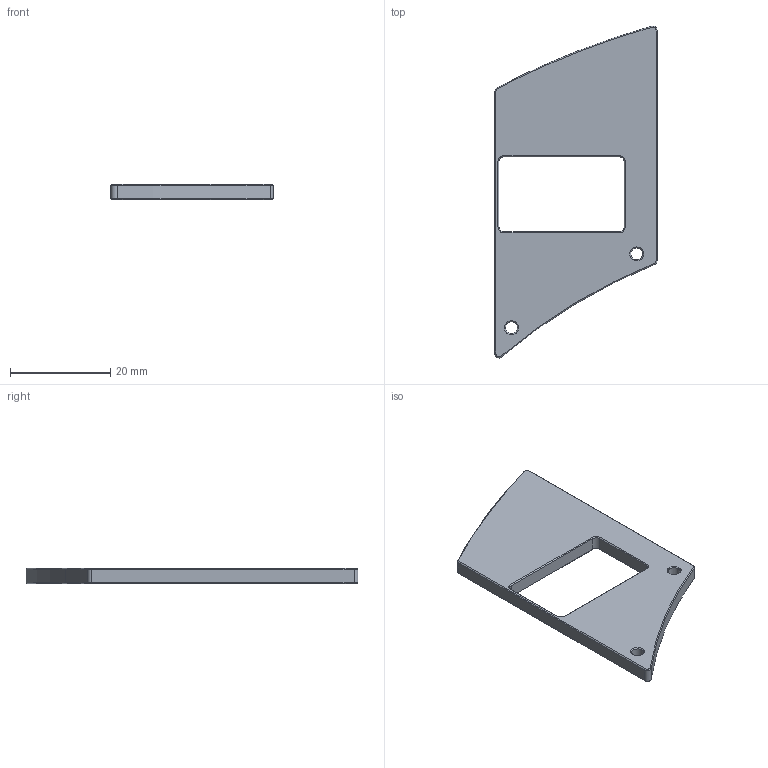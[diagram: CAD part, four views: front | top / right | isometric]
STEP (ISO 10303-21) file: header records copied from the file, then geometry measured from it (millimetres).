
FILE_DESCRIPTION(/* description */ (''),/* implementation_level */ '2;1');
FILE_NAME(/* name */ 'Oled Cover v3.step',/* time_stamp */ '2021-05-24T22:32:28+02:00',/* author */ (''),/* organization */ (''),/* preprocessor_version */ 'ST-DEVELOPER v18.1',/* originating_system */ 'Autodesk Translation Framework v10.6.0.1341',/* authorisation */ '');
FILE_SCHEMA (('AUTOMOTIVE_DESIGN { 1 0 10303 214 3 1 1 }'));
Length unit declared in the file: millimetre
Products named in the file (1): Oled Cover
Bounding box: 32.35 x 66.26 x 3 mm (x, y, z)
Volume: 3744 mm3; surface area: 3239.3 mm2
Topology: 1 solids, 1 shells, 59 faces, 133 edges, 76 vertices
Faces by surface type: cone 26, plane 20, cylinder 13
Full cylindrical faces by diameter (mm): 2.4 x2
Entity records: 1681 total; most frequent: DIRECTION 302, CARTESIAN_POINT 296, ORIENTED_EDGE 266, EDGE_CURVE 133, AXIS2_PLACEMENT_3D 112, LINE 78, VECTOR 78, VERTEX_POINT 76
